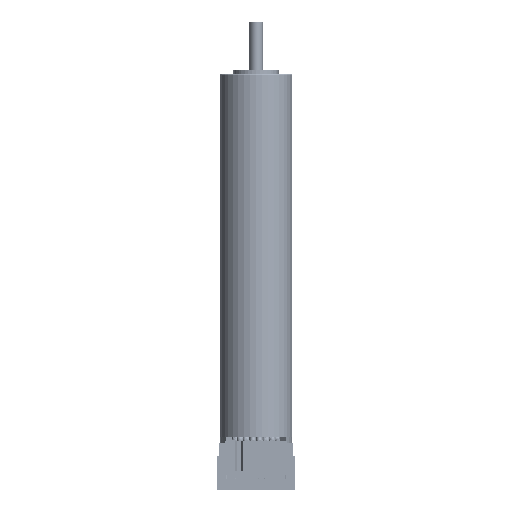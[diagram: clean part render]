
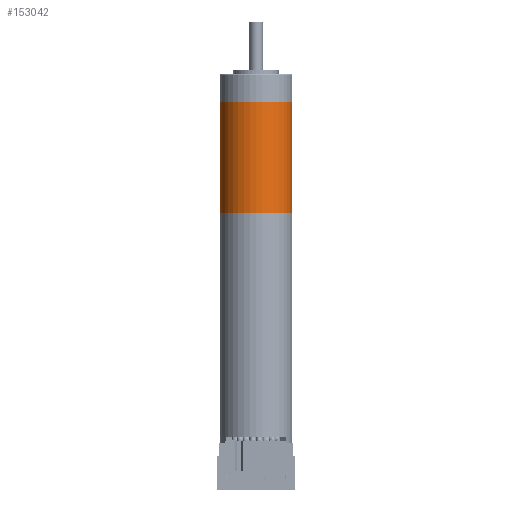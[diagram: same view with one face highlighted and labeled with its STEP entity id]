
A CAD part, front view. The second image highlights one B-rep face of the part: STEP entity #153042.
In plain terms, the highlighted cylindrical face has radius 8 mm (diameter 16 mm), a partial arc.
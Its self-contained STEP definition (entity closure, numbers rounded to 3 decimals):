
#143835=CARTESIAN_POINT('',(0.,0.,14.45));
#143836=DIRECTION('',(0.,0.,1.));
#143837=DIRECTION('',(-1.,0.,0.));
#143838=AXIS2_PLACEMENT_3D('',#143835,#143836,#143837);
#143840=DIRECTION('',(0.,0.,-1.));
#143841=VECTOR('',#143840,24.3);
#143842=CARTESIAN_POINT('',(8.,0.,
14.45));
#143843=LINE('',#143842,#143841);
#143844=CARTESIAN_POINT('',(0.,0.,-9.85));
#143845=DIRECTION('',(0.,0.,-1.));
#143846=DIRECTION('',(1.,0.,0.));
#143847=AXIS2_PLACEMENT_3D('',#143844,#143845,#143846);
#143849=DIRECTION('',(0.,0.,1.));
#143850=VECTOR('',#143849,24.3);
#143851=CARTESIAN_POINT('',(-8.,0.,
-9.85));
#143852=LINE('',#143851,#143850);
#150966=CARTESIAN_POINT('',(-8.,0.,14.45));
#150967=CARTESIAN_POINT('',(8.,0.,14.45));
#150968=VERTEX_POINT('',#150966);
#150969=VERTEX_POINT('',#150967);
#150982=CARTESIAN_POINT('',(8.,0.,-9.85));
#150983=CARTESIAN_POINT('',(-8.,0.,-9.85));
#150984=VERTEX_POINT('',#150982);
#150985=VERTEX_POINT('',#150983);
#153030=CARTESIAN_POINT('',(0.,0.,-7.45));
#153031=DIRECTION('',(0.,0.,-1.));
#153032=DIRECTION('',(-1.,0.,0.));
#153033=AXIS2_PLACEMENT_3D('',#153030,#153031,#153032);
#153034=CYLINDRICAL_SURFACE('',#153033,8.);
#153035=ORIENTED_EDGE('',*,*,#152995,.T.);
#153036=ORIENTED_EDGE('',*,*,#153025,.T.);
#153038=ORIENTED_EDGE('',*,*,#153037,.T.);
#153039=ORIENTED_EDGE('',*,*,#153021,.T.);
#153040=EDGE_LOOP('',(#153035,#153036,#153038,#153039));
#153041=FACE_OUTER_BOUND('',#153040,.F.);
#153042=ADVANCED_FACE('',(#153041),#153034,.T.);
#143839=CIRCLE('',#143838,8.);
#143848=CIRCLE('',#143847,8.);
#152995=EDGE_CURVE('',#150968,#150969,#143839,.T.);
#153021=EDGE_CURVE('',#150985,#150968,#143852,.T.);
#153025=EDGE_CURVE('',#150969,#150984,#143843,.T.);
#153037=EDGE_CURVE('',#150984,#150985,#143848,.T.);
